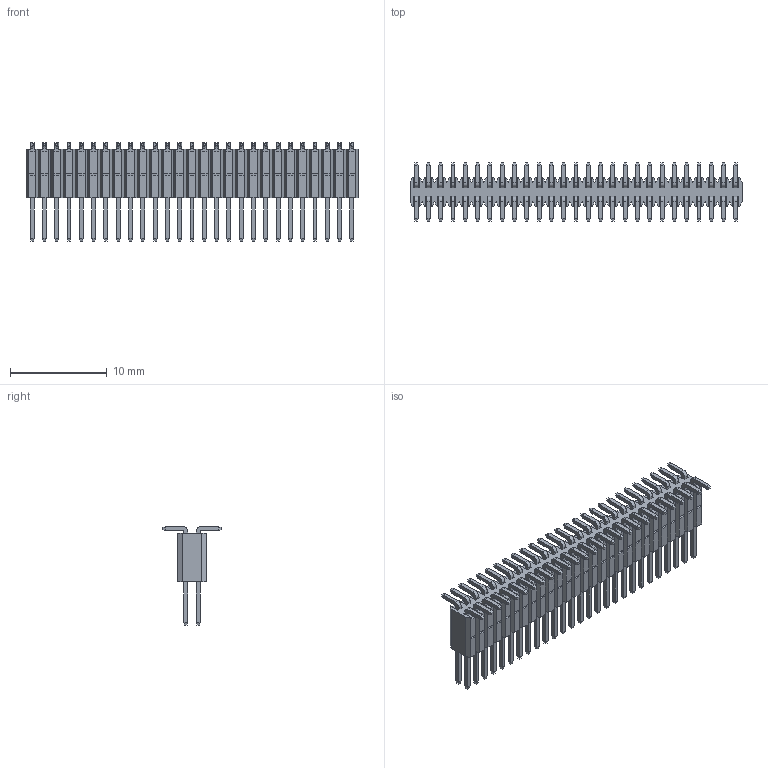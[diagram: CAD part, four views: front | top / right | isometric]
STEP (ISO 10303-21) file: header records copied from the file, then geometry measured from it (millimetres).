
FILE_DESCRIPTION (( 'STEP AP214' ), '1' );
FILE_NAME ('FPH12748-D54S1014131105M-REF.STEP', '2025-11-14T05:52:32', ( '' ), ( '' ), 'SwSTEP 2.0', 'SolidWorks 2021', '' );
FILE_SCHEMA (( 'AUTOMOTIVE_DESIGN' ));
Length unit declared in the file: millimetre
Products named in the file (1): FPH12748-D54S1014131105M-REF
Bounding box: 34.29 x 6 x 10.2 mm (x, y, z)
Volume: 533.4 mm3; surface area: 1424.5 mm2
Topology: 1 solids, 1 shells, 2110 faces, 5244 edges, 3244 vertices
Faces by surface type: plane 2002, cylinder 108
Entity records: 60550 total; most frequent: CARTESIAN_POINT 10599, ORIENTED_EDGE 10488, DIRECTION 9682, EDGE_CURVE 5244, VECTOR 5028, LINE 5028, VERTEX_POINT 3244, AXIS2_PLACEMENT_3D 2327
